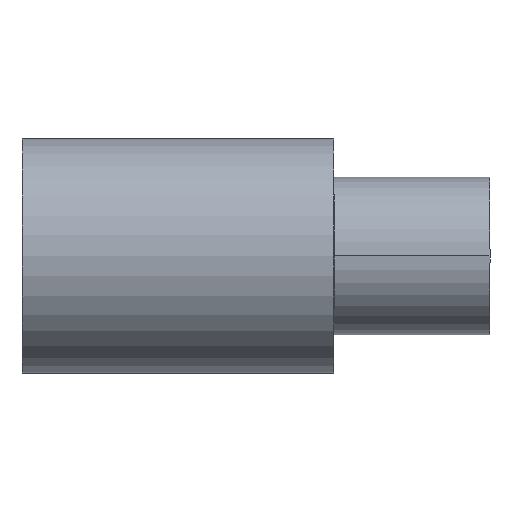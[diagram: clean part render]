
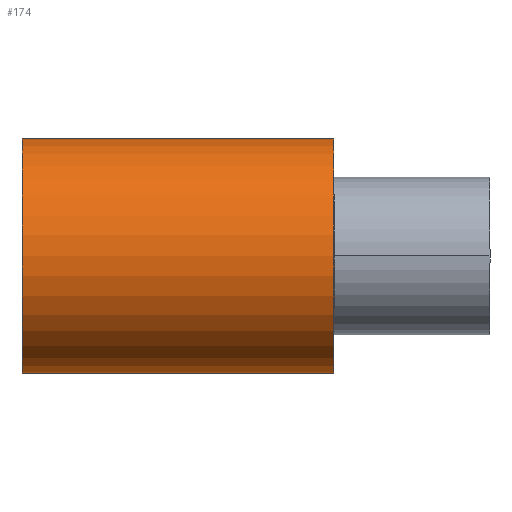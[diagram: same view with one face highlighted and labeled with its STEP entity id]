
A CAD part, top view. The second image highlights one B-rep face of the part: STEP entity #174.
In plain terms, the highlighted cylindrical face has radius 4.782 mm (diameter 9.563 mm), a partial arc.
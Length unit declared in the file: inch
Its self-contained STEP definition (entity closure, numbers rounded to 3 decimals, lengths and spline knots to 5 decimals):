
#22 = AXIS2_PLACEMENT_3D ( 'NONE', #265, #288, #121 ) ;
#24 = DIRECTION ( 'NONE',  ( 1., 0., 0. ) ) ;
#44 = VECTOR ( 'NONE', #67, 39.37008 ) ;
#47 = EDGE_LOOP ( 'NONE', ( #71, #423, #286, #214 ) ) ;
#67 = DIRECTION ( 'NONE',  ( 1., 0., 0. ) ) ;
#68 = CARTESIAN_POINT ( 'NONE',  ( 0.33627, -0.18825, 0. ) ) ;
#71 = ORIENTED_EDGE ( 'NONE', *, *, #119, .T. ) ;
#97 = CARTESIAN_POINT ( 'NONE',  ( 0.125, 0., 0. ) ) ;
#109 = VERTEX_POINT ( 'NONE', #336 ) ;
#112 = AXIS2_PLACEMENT_3D ( 'NONE', #97, #404, #369 ) ;
#113 = CIRCLE ( 'NONE', #112, 0.18825 ) ;
#119 = EDGE_CURVE ( 'NONE', #146, #109, #145, .T. ) ;
#121 = DIRECTION ( 'NONE',  ( 0., 1., 0. ) ) ;
#139 = EDGE_CURVE ( 'NONE', #388, #253, #113, .T. ) ;
#145 = CIRCLE ( 'NONE', #320, 0.18825 ) ;
#146 = VERTEX_POINT ( 'NONE', #444 ) ;
#174 = ADVANCED_FACE ( 'NONE', ( #184 ), #354, .T. ) ;
#184 = FACE_OUTER_BOUND ( 'NONE', #47, .T. ) ;
#209 = VECTOR ( 'NONE', #24, 39.37008 ) ;
#214 = ORIENTED_EDGE ( 'NONE', *, *, #413, .F. ) ;
#225 = CARTESIAN_POINT ( 'NONE',  ( -0.375, 0., 0. ) ) ;
#253 = VERTEX_POINT ( 'NONE', #415 ) ;
#265 = CARTESIAN_POINT ( 'NONE',  ( 0.33627, 0., 0. ) ) ;
#273 = EDGE_CURVE ( 'NONE', #109, #253, #321, .T. ) ;
#286 = ORIENTED_EDGE ( 'NONE', *, *, #139, .F. ) ;
#287 = CARTESIAN_POINT ( 'NONE',  ( 0.125, 0.18825, 0. ) ) ;
#288 = DIRECTION ( 'NONE',  ( 1., 0., 0. ) ) ;
#294 = DIRECTION ( 'NONE',  ( 1., 0., 0. ) ) ;
#320 = AXIS2_PLACEMENT_3D ( 'NONE', #225, #294, #332 ) ;
#321 = LINE ( 'NONE', #68, #209 ) ;
#329 = CARTESIAN_POINT ( 'NONE',  ( 0.33627, 0.18825, 0. ) ) ;
#332 = DIRECTION ( 'NONE',  ( 0., 1., 0. ) ) ;
#336 = CARTESIAN_POINT ( 'NONE',  ( -0.375, -0.18825, 0. ) ) ;
#354 = CYLINDRICAL_SURFACE ( 'NONE', #22, 0.18825 ) ;
#369 = DIRECTION ( 'NONE',  ( 0., 1., 0. ) ) ;
#388 = VERTEX_POINT ( 'NONE', #287 ) ;
#404 = DIRECTION ( 'NONE',  ( 1., 0., 0. ) ) ;
#413 = EDGE_CURVE ( 'NONE', #146, #388, #430, .T. ) ;
#415 = CARTESIAN_POINT ( 'NONE',  ( 0.125, -0.18825, 0. ) ) ;
#423 = ORIENTED_EDGE ( 'NONE', *, *, #273, .T. ) ;
#430 = LINE ( 'NONE', #329, #44 ) ;
#444 = CARTESIAN_POINT ( 'NONE',  ( -0.375, 0.18825, 0. ) ) ;
